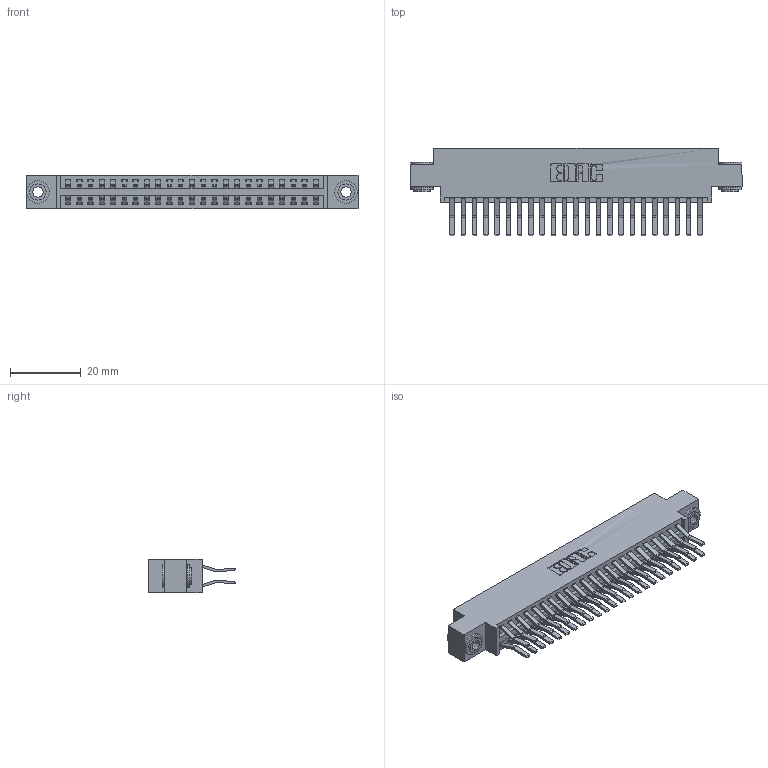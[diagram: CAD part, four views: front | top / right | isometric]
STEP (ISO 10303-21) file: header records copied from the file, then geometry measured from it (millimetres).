
FILE_DESCRIPTION (( 'STEP AP203' ), '1' );
FILE_NAME ('346-046-560-803.STEP', '2018-08-25T07:01:57', ( '' ), ( '' ), 'SwSTEP 2.0', 'SolidWorks 2016', '' );
FILE_SCHEMA (( 'CONFIG_CONTROL_DESIGN' ));
Length unit declared in the file: inch
Products named in the file (4): 346 Part_0.170 Offset - 0.156 Dia-TH; 345-292-001_560 Tail; 345-250-002_345-250-002-102; 346-046-560-803
Assembly tree (49 placements, depth 2):
  346-046-560-803
    346 Part_0.170 Offset - 0.156 Dia-TH
    345-292-001_560 Tail  x46
    345-250-002_345-250-002-102  x2
Bounding box: 93.6 x 24.78 x 9.4 mm (x, y, z)
Volume: 9173 mm3; surface area: 13492 mm2
Topology: 49 solids, 49 shells, 2648 faces, 7821 edges, 5146 vertices
Faces by surface type: plane 1700, cylinder 940, cone 8
Entity records: 18438 total; most frequent: CARTESIAN_POINT 3043, ORIENTED_EDGE 2970, DIRECTION 2767, EDGE_CURVE 1485, LINE 1233, VECTOR 1233, VERTEX_POINT 986, AXIS2_PLACEMENT_3D 767
